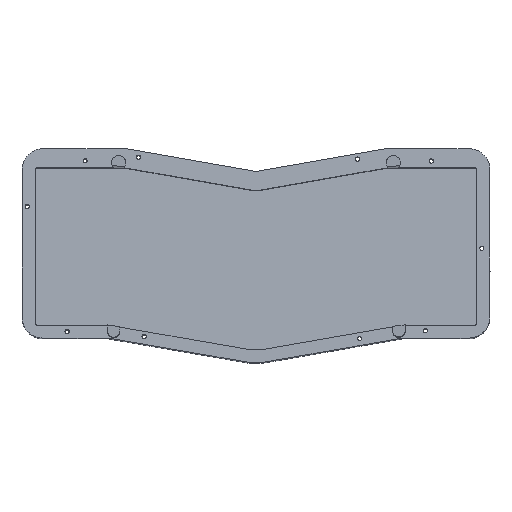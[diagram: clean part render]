
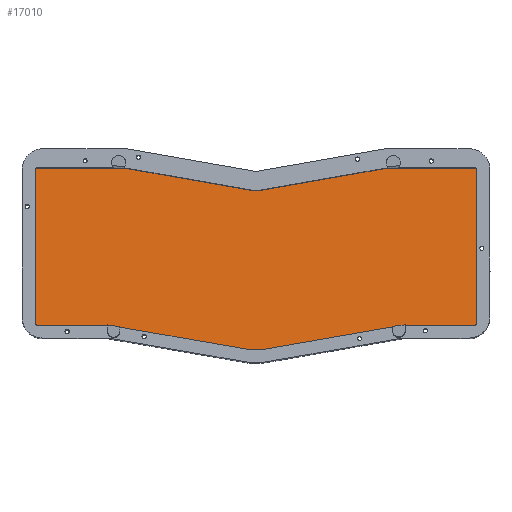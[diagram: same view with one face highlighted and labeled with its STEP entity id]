
A CAD part, top view. The second image highlights one B-rep face of the part: STEP entity #17010.
In plain terms, the highlighted planar face has unit normal (0, 0.087, 0.996).
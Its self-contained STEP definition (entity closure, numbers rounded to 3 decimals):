
#779=ELLIPSE('',#17209,1.004,1.);
#780=ELLIPSE('',#17211,1.004,1.);
#781=ELLIPSE('',#17217,1.004,1.);
#782=ELLIPSE('',#17219,1.004,1.);
#2539=PLANE('',#17227);
#3434=FACE_OUTER_BOUND('',#4364,.T.);
#4364=EDGE_LOOP('',(#16044,#16045,#16046,#16047,#16048,#16049,#16050,#16051,
#16052,#16053,#16054,#16055,#16056,#16057,#16058,#16059,#16060,#16061,#16062,
#16063));
#4485=LINE('',#23942,#5471);
#4489=LINE('',#23959,#5475);
#5311=LINE('',#34579,#6297);
#5314=LINE('',#34584,#6300);
#5321=LINE('',#34609,#6307);
#5322=LINE('',#34612,#6308);
#5325=LINE('',#34625,#6311);
#5328=LINE('',#34637,#6314);
#5329=LINE('',#34640,#6315);
#5331=LINE('',#34644,#6317);
#5333=LINE('',#34647,#6319);
#5334=LINE('',#34650,#6320);
#5337=LINE('',#34663,#6323);
#5344=LINE('',#34923,#6330);
#5346=LINE('',#34927,#6332);
#5347=LINE('',#34928,#6333);
#5471=VECTOR('',#17527,10.);
#5475=VECTOR('',#17549,10.);
#6297=VECTOR('',#18517,10.);
#6300=VECTOR('',#18522,10.);
#6307=VECTOR('',#18535,10.);
#6308=VECTOR('',#18538,10.);
#6311=VECTOR('',#18545,10.);
#6314=VECTOR('',#18552,10.);
#6315=VECTOR('',#18555,10.);
#6317=VECTOR('',#18559,10.);
#6319=VECTOR('',#18563,10.);
#6320=VECTOR('',#18566,10.);
#6323=VECTOR('',#18573,10.);
#6330=VECTOR('',#18596,10.);
#6332=VECTOR('',#18600,10.);
#6333=VECTOR('',#18601,10.);
#7453=VERTEX_POINT('',#23939);
#7454=VERTEX_POINT('',#23941);
#7457=VERTEX_POINT('',#23956);
#7458=VERTEX_POINT('',#23958);
#8130=VERTEX_POINT('',#34577);
#8131=VERTEX_POINT('',#34578);
#8132=VERTEX_POINT('',#34583);
#8133=VERTEX_POINT('',#34607);
#8134=VERTEX_POINT('',#34611);
#8135=VERTEX_POINT('',#34620);
#8136=VERTEX_POINT('',#34624);
#8137=VERTEX_POINT('',#34633);
#8138=VERTEX_POINT('',#34639);
#8139=VERTEX_POINT('',#34643);
#8140=VERTEX_POINT('',#34649);
#8141=VERTEX_POINT('',#34658);
#8142=VERTEX_POINT('',#34662);
#8143=VERTEX_POINT('',#34671);
#8145=VERTEX_POINT('',#34922);
#8146=VERTEX_POINT('',#34926);
#9242=EDGE_CURVE('',#7454,#7453,#4485,.T.);
#9251=EDGE_CURVE('',#7458,#7457,#4489,.T.);
#10743=EDGE_CURVE('',#8130,#8131,#5311,.T.);
#10746=EDGE_CURVE('',#8131,#8132,#5314,.T.);
#10753=EDGE_CURVE('',#8132,#8133,#5321,.T.);
#10754=EDGE_CURVE('',#8133,#8134,#5322,.T.);
#10756=EDGE_CURVE('',#8134,#8135,#779,.T.);
#10758=EDGE_CURVE('',#8135,#8136,#5325,.T.);
#10760=EDGE_CURVE('',#8136,#8137,#780,.T.);
#10762=EDGE_CURVE('',#8137,#7458,#5328,.T.);
#10763=EDGE_CURVE('',#7457,#8138,#5329,.T.);
#10765=EDGE_CURVE('',#8138,#8139,#5331,.T.);
#10767=EDGE_CURVE('',#8139,#7454,#5333,.T.);
#10768=EDGE_CURVE('',#7453,#8140,#5334,.T.);
#10770=EDGE_CURVE('',#8140,#8141,#781,.T.);
#10772=EDGE_CURVE('',#8141,#8142,#5337,.T.);
#10774=EDGE_CURVE('',#8142,#8143,#782,.T.);
#10785=EDGE_CURVE('',#8143,#8145,#5344,.T.);
#10787=EDGE_CURVE('',#8145,#8146,#5346,.T.);
#10788=EDGE_CURVE('',#8146,#8130,#5347,.T.);
#16044=ORIENTED_EDGE('',*,*,#9251,.T.);
#16045=ORIENTED_EDGE('',*,*,#10763,.T.);
#16046=ORIENTED_EDGE('',*,*,#10765,.T.);
#16047=ORIENTED_EDGE('',*,*,#10767,.T.);
#16048=ORIENTED_EDGE('',*,*,#9242,.T.);
#16049=ORIENTED_EDGE('',*,*,#10768,.T.);
#16050=ORIENTED_EDGE('',*,*,#10770,.T.);
#16051=ORIENTED_EDGE('',*,*,#10772,.T.);
#16052=ORIENTED_EDGE('',*,*,#10774,.T.);
#16053=ORIENTED_EDGE('',*,*,#10785,.T.);
#16054=ORIENTED_EDGE('',*,*,#10787,.T.);
#16055=ORIENTED_EDGE('',*,*,#10788,.T.);
#16056=ORIENTED_EDGE('',*,*,#10743,.T.);
#16057=ORIENTED_EDGE('',*,*,#10746,.T.);
#16058=ORIENTED_EDGE('',*,*,#10753,.T.);
#16059=ORIENTED_EDGE('',*,*,#10754,.T.);
#16060=ORIENTED_EDGE('',*,*,#10756,.T.);
#16061=ORIENTED_EDGE('',*,*,#10758,.T.);
#16062=ORIENTED_EDGE('',*,*,#10760,.T.);
#16063=ORIENTED_EDGE('',*,*,#10762,.T.);
#17010=ADVANCED_FACE('',(#3434),#2539,.F.);
#17209=AXIS2_PLACEMENT_3D('',#34621,#18540,#18541);
#17211=AXIS2_PLACEMENT_3D('',#34634,#18547,#18548);
#17217=AXIS2_PLACEMENT_3D('',#34659,#18568,#18569);
#17219=AXIS2_PLACEMENT_3D('',#34672,#18575,#18576);
#17227=AXIS2_PLACEMENT_3D('',#34925,#18598,#18599);
#17527=DIRECTION('',(-1.,0.021,-0.002));
#17549=DIRECTION('',(-1.,-0.021,0.002));
#18517=DIRECTION('',(1.,0.001,0.));
#18522=DIRECTION('',(0.985,0.172,-0.015));
#18535=DIRECTION('',(0.993,0.117,-0.01));
#18538=DIRECTION('',(1.,0.,0.));
#18540=DIRECTION('center_axis',(0.,0.087,0.996));
#18541=DIRECTION('ref_axis',(0.,-0.996,0.087));
#18545=DIRECTION('',(0.,0.996,-0.087));
#18547=DIRECTION('center_axis',(0.,0.087,0.996));
#18548=DIRECTION('ref_axis',(0.,0.996,-0.087));
#18552=DIRECTION('',(-1.,0.002,0.));
#18555=DIRECTION('',(-0.985,-0.174,0.015));
#18559=DIRECTION('',(-1.,0.,0.));
#18563=DIRECTION('',(-0.985,0.174,-0.015));
#18566=DIRECTION('',(-1.,-0.002,0.));
#18568=DIRECTION('center_axis',(0.,0.087,0.996));
#18569=DIRECTION('ref_axis',(0.,0.996,-0.087));
#18573=DIRECTION('',(0.,-0.996,0.087));
#18575=DIRECTION('center_axis',(0.,0.087,0.996));
#18576=DIRECTION('ref_axis',(0.,-0.996,0.087));
#18596=DIRECTION('',(1.,0.,0.));
#18598=DIRECTION('center_axis',(0.,-0.087,-0.996));
#18599=DIRECTION('ref_axis',(1.,0.,0.));
#18600=DIRECTION('',(0.991,-0.135,0.012));
#18601=DIRECTION('',(0.985,-0.171,0.015));
#23939=CARTESIAN_POINT('',(-75.196,95.672,-10.989));
#23941=CARTESIAN_POINT('',(-67.696,95.517,-10.976));
#23942=CARTESIAN_POINT('',(-37.122,94.887,-10.921));
#23956=CARTESIAN_POINT('',(67.753,95.515,-10.976));
#23958=CARTESIAN_POINT('',(75.249,95.672,-10.989));
#23959=CARTESIAN_POINT('',(33.428,94.796,-10.913));
#34577=CARTESIAN_POINT('',(-2.948,0.855,-2.694));
#34578=CARTESIAN_POINT('',(2.963,0.858,-2.694));
#34579=CARTESIAN_POINT('',(1.513,0.857,-2.694));
#34583=CARTESIAN_POINT('',(70.694,12.705,-3.731));
#34584=CARTESIAN_POINT('',(39.602,7.267,-3.255));
#34607=CARTESIAN_POINT('',(78.194,13.588,-3.808));
#34609=CARTESIAN_POINT('',(41.779,9.299,-3.433));
#34611=CARTESIAN_POINT('',(113.895,13.588,-3.808));
#34612=CARTESIAN_POINT('',(56.965,13.588,-3.808));
#34620=CARTESIAN_POINT('',(114.895,14.588,-3.896));
#34621=CARTESIAN_POINT('Origin',(113.895,14.588,-3.896));
#34624=CARTESIAN_POINT('',(114.895,94.602,-10.896));
#34625=CARTESIAN_POINT('',(114.895,72.259,-8.941));
#34633=CARTESIAN_POINT('',(113.897,95.602,-10.983));
#34634=CARTESIAN_POINT('Origin',(113.895,94.602,-10.896));
#34637=CARTESIAN_POINT('',(37.683,95.739,-10.995));
#34639=CARTESIAN_POINT('',(2.013,83.923,-9.962));
#34640=CARTESIAN_POINT('',(-1.875,83.237,-9.902));
#34643=CARTESIAN_POINT('',(-1.943,83.923,-9.962));
#34644=CARTESIAN_POINT('',(-0.954,83.923,-9.962));
#34647=CARTESIAN_POINT('',(-30.931,89.035,-10.409));
#34649=CARTESIAN_POINT('',(-113.827,95.602,-10.983));
#34650=CARTESIAN_POINT('',(-56.937,95.704,-10.992));
#34658=CARTESIAN_POINT('',(-114.825,94.602,-10.896));
#34659=CARTESIAN_POINT('Origin',(-113.825,94.602,-10.896));
#34662=CARTESIAN_POINT('',(-114.825,14.588,-3.896));
#34663=CARTESIAN_POINT('',(-114.825,32.251,-5.441));
#34671=CARTESIAN_POINT('',(-113.825,13.588,-3.808));
#34672=CARTESIAN_POINT('Origin',(-113.825,14.588,-3.896));
#34922=CARTESIAN_POINT('',(-77.862,13.588,-3.808));
#34923=CARTESIAN_POINT('',(-38.913,13.588,-3.808));
#34925=CARTESIAN_POINT('Origin',(0.035,49.915,-6.986));
#34926=CARTESIAN_POINT('',(-70.362,12.566,-3.719));
#34927=CARTESIAN_POINT('',(-38.327,8.201,-3.337));
#34928=CARTESIAN_POINT('',(-5.668,1.327,-2.735));
